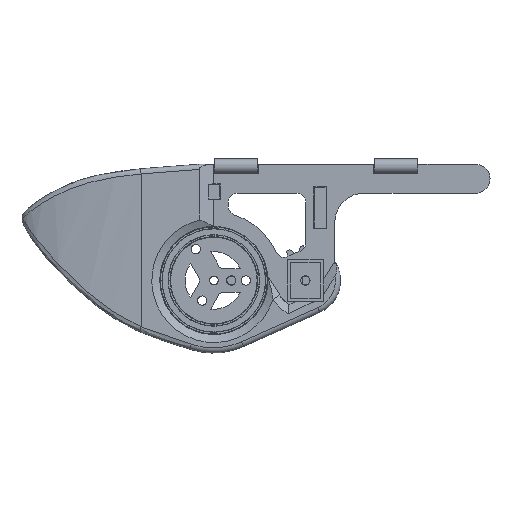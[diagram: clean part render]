
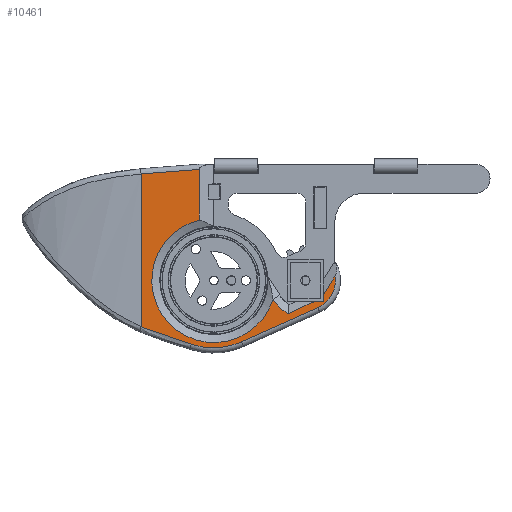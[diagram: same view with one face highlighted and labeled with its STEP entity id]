
A CAD part, front view. The second image highlights one B-rep face of the part: STEP entity #10461.
In plain terms, the highlighted face is planar.
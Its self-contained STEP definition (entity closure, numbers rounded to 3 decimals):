
#665=B_SPLINE_CURVE_WITH_KNOTS('',3,(#46069,#46070,#46071,#46072,#46073,
#46074,#46075,#46076),.UNSPECIFIED.,.F.,.F.,(4,2,1,1,4),(-1.823,
-1.823,-1.302,-1.042,0.),.UNSPECIFIED.);
#677=B_SPLINE_CURVE_WITH_KNOTS('',3,(#46354,#46355,#46356,#46357),
 .UNSPECIFIED.,.F.,.F.,(4,4),(-2.017,-0.011),
 .UNSPECIFIED.);
#1566=FACE_OUTER_BOUND('',#2201,.T.);
#2201=EDGE_LOOP('',(#9539,#9540,#9541,#9542,#9543,#9544,#9545,#9546,#9547,
#9548,#9549,#9550,#9551,#9552,#9553));
#2800=LINE('',#45713,#3432);
#2804=LINE('',#45721,#3436);
#2808=LINE('',#45737,#3440);
#2819=LINE('',#46095,#3451);
#2826=LINE('',#46303,#3458);
#2827=LINE('',#46349,#3459);
#2828=LINE('',#46353,#3460);
#2829=LINE('',#46359,#3461);
#3432=VECTOR('',#13715,10.);
#3436=VECTOR('',#13721,10.);
#3440=VECTOR('',#13727,10.);
#3451=VECTOR('',#13788,10.);
#3458=VECTOR('',#13809,10.);
#3459=VECTOR('',#13814,10.);
#3460=VECTOR('',#13817,10.);
#3461=VECTOR('',#13818,10.);
#3969=CIRCLE('',#11460,23.81);
#3971=CIRCLE('',#11464,10.31);
#3976=CIRCLE('',#11471,12.86);
#3977=CIRCLE('',#11472,21.36);
#3978=CIRCLE('',#11473,7.86);
#4931=VERTEX_POINT('',#45711);
#4932=VERTEX_POINT('',#45712);
#4935=VERTEX_POINT('',#45720);
#4939=VERTEX_POINT('',#45732);
#4969=VERTEX_POINT('',#46060);
#4970=VERTEX_POINT('',#46068);
#4973=VERTEX_POINT('',#46088);
#4975=VERTEX_POINT('',#46093);
#4976=VERTEX_POINT('',#46098);
#4987=VERTEX_POINT('',#46302);
#4990=VERTEX_POINT('',#46346);
#4991=VERTEX_POINT('',#46348);
#4992=VERTEX_POINT('',#46350);
#4993=VERTEX_POINT('',#46352);
#4994=VERTEX_POINT('',#46358);
#6449=EDGE_CURVE('',#4931,#4932,#2800,.T.);
#6453=EDGE_CURVE('',#4935,#4931,#2804,.T.);
#6459=EDGE_CURVE('',#4939,#4932,#2808,.T.);
#6494=EDGE_CURVE('',#4969,#4970,#665,.T.);
#6499=EDGE_CURVE('',#4973,#4969,#3969,.T.);
#6501=EDGE_CURVE('',#4975,#4973,#2819,.T.);
#6504=EDGE_CURVE('',#4976,#4975,#3971,.T.);
#6520=EDGE_CURVE('',#4987,#4970,#2826,.T.);
#6524=EDGE_CURVE('',#4990,#4939,#3976,.T.);
#6525=EDGE_CURVE('',#4991,#4990,#2827,.T.);
#6526=EDGE_CURVE('',#4992,#4991,#3977,.T.);
#6527=EDGE_CURVE('',#4993,#4992,#2828,.T.);
#6528=EDGE_CURVE('',#4987,#4993,#677,.T.);
#6529=EDGE_CURVE('',#4994,#4976,#2829,.T.);
#6530=EDGE_CURVE('',#4935,#4994,#3978,.T.);
#9539=ORIENTED_EDGE('',*,*,#6449,.T.);
#9540=ORIENTED_EDGE('',*,*,#6459,.F.);
#9541=ORIENTED_EDGE('',*,*,#6524,.F.);
#9542=ORIENTED_EDGE('',*,*,#6525,.F.);
#9543=ORIENTED_EDGE('',*,*,#6526,.F.);
#9544=ORIENTED_EDGE('',*,*,#6527,.F.);
#9545=ORIENTED_EDGE('',*,*,#6528,.F.);
#9546=ORIENTED_EDGE('',*,*,#6520,.T.);
#9547=ORIENTED_EDGE('',*,*,#6494,.F.);
#9548=ORIENTED_EDGE('',*,*,#6499,.F.);
#9549=ORIENTED_EDGE('',*,*,#6501,.F.);
#9550=ORIENTED_EDGE('',*,*,#6504,.F.);
#9551=ORIENTED_EDGE('',*,*,#6529,.F.);
#9552=ORIENTED_EDGE('',*,*,#6530,.F.);
#9553=ORIENTED_EDGE('',*,*,#6453,.T.);
#9908=PLANE('',#11470);
#10461=ADVANCED_FACE('',(#1566),#9908,.T.);
#11460=AXIS2_PLACEMENT_3D('',#46090,#13782,#13783);
#11464=AXIS2_PLACEMENT_3D('',#46109,#13792,#13793);
#11470=AXIS2_PLACEMENT_3D('',#46345,#13810,#13811);
#11471=AXIS2_PLACEMENT_3D('',#46347,#13812,#13813);
#11472=AXIS2_PLACEMENT_3D('',#46351,#13815,#13816);
#11473=AXIS2_PLACEMENT_3D('',#46360,#13819,#13820);
#13715=DIRECTION('',(-1.,0.,0.));
#13721=DIRECTION('',(0.,-1.,0.));
#13727=DIRECTION('',(0.903,0.429,0.));
#13782=DIRECTION('center_axis',(0.,0.,-1.));
#13783=DIRECTION('ref_axis',(0.048,-0.999,0.));
#13788=DIRECTION('',(-0.913,-0.408,0.));
#13792=DIRECTION('center_axis',(0.,0.,-1.));
#13793=DIRECTION('ref_axis',(0.913,-0.407,0.));
#13809=DIRECTION('',(0.,-1.,0.));
#13810=DIRECTION('center_axis',(0.,0.,1.));
#13811=DIRECTION('ref_axis',(1.,0.,0.));
#13812=DIRECTION('center_axis',(0.,0.,1.));
#13813=DIRECTION('ref_axis',(-0.868,-0.496,0.));
#13814=DIRECTION('',(0.557,-0.831,0.));
#13815=DIRECTION('center_axis',(0.,0.,1.));
#13816=DIRECTION('ref_axis',(0.,-1.,0.));
#13817=DIRECTION('',(0.,-1.,0.));
#13818=DIRECTION('',(0.526,0.851,0.));
#13819=DIRECTION('center_axis',(0.,0.,1.));
#13820=DIRECTION('ref_axis',(0.429,-0.903,0.));
#45711=CARTESIAN_POINT('',(37.65,-7.25,8.));
#45712=CARTESIAN_POINT('',(34.527,-7.25,8.));
#45713=CARTESIAN_POINT('',(7.019,-7.25,8.));
#45720=CARTESIAN_POINT('',(37.65,-4.876,8.));
#45721=CARTESIAN_POINT('',(37.65,0.128,8.));
#45732=CARTESIAN_POINT('',(25.672,-11.455,8.));
#45737=CARTESIAN_POINT('',(18.853,-14.693,8.));
#46060=CARTESIAN_POINT('',(-7.783,-21.959,8.));
#46068=CARTESIAN_POINT('',(-25.,-16.006,8.));
#46069=CARTESIAN_POINT('Ctrl Pts',(-7.783,-21.959,8.));
#46070=CARTESIAN_POINT('Ctrl Pts',(-7.784,-21.959,
8.));
#46071=CARTESIAN_POINT('Ctrl Pts',(-7.785,-21.959,
8.));
#46072=CARTESIAN_POINT('Ctrl Pts',(-9.434,-21.412,
8.));
#46073=CARTESIAN_POINT('Ctrl Pts',(-11.917,-20.629,
8.));
#46074=CARTESIAN_POINT('Ctrl Pts',(-17.719,-18.838,
8.));
#46075=CARTESIAN_POINT('Ctrl Pts',(-21.83,-17.421,8.));
#46076=CARTESIAN_POINT('Ctrl Pts',(-25.,-16.006,
8.));
#46088=CARTESIAN_POINT('',(9.522,-21.124,8.));
#46090=CARTESIAN_POINT('Origin',(-0.199,0.611,8.));
#46093=CARTESIAN_POINT('',(35.709,-9.412,8.));
#46095=CARTESIAN_POINT('',(6.177,-22.621,8.));
#46098=CARTESIAN_POINT('',(41.691,1.56,8.));
#46109=CARTESIAN_POINT('Origin',(31.5,0.,8.));
#46302=CARTESIAN_POINT('',(-25.,36.64,8.));
#46303=CARTESIAN_POINT('',(-25.,0.,8.));
#46345=CARTESIAN_POINT('Origin',(-11.312,7.505,8.));
#46346=CARTESIAN_POINT('',(20.38,-6.458,8.));
#46347=CARTESIAN_POINT('Origin',(31.495,0.011,8.));
#46348=CARTESIAN_POINT('',(20.367,-6.438,8.));
#46349=CARTESIAN_POINT('',(12.262,5.649,8.));
#46350=CARTESIAN_POINT('',(-5.,20.767,8.));
#46351=CARTESIAN_POINT('Origin',(0.,0.,8.));
#46352=CARTESIAN_POINT('',(-5.,38.207,8.));
#46353=CARTESIAN_POINT('',(-5.,13.053,8.));
#46354=CARTESIAN_POINT('Ctrl Pts',(-25.,36.64,8.));
#46355=CARTESIAN_POINT('Ctrl Pts',(-18.347,37.32,8.));
#46356=CARTESIAN_POINT('Ctrl Pts',(-11.675,37.796,8.));
#46357=CARTESIAN_POINT('Ctrl Pts',(-5.,38.207,8.));
#46358=CARTESIAN_POINT('',(38.181,-4.12,8.));
#46359=CARTESIAN_POINT('',(36.826,-6.313,8.));
#46360=CARTESIAN_POINT('Origin',(31.495,0.011,8.));
